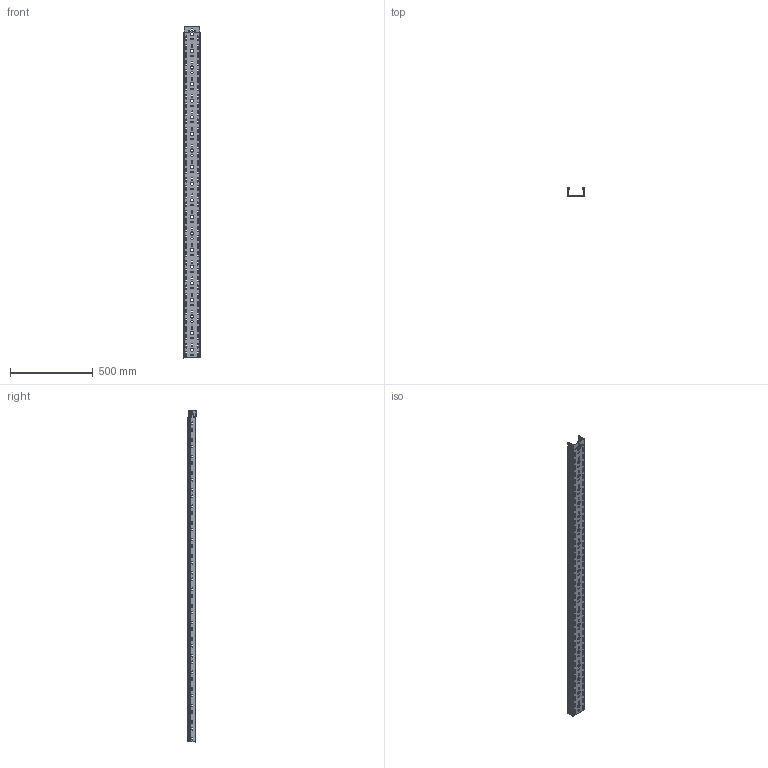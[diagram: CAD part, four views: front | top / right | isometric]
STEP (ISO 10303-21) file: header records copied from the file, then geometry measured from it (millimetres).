
FILE_DESCRIPTION(/* description */ (''),/* implementation_level */ '2;1');
FILE_NAME(/* name */ 'LPplus50x100x1.0x2000.ipt.stp',/* time_stamp */ '2023-05-26T12:31:58+03:00',/* author */ ('Ртищев А.О.'),/* organization */ (''),/* preprocessor_version */ 'ST-DEVELOPER v19.2',/* originating_system */ 'Autodesk Inventor 2023',/* authorisation */ '');
FILE_SCHEMA (('AUTOMOTIVE_DESIGN { 1 0 10303 214 3 1 1 }'));
Length unit declared in the file: millimetre
Products named in the file (1): LPplus
Bounding box: 99.95 x 51.5 x 2000 mm (x, y, z)
Volume: 422621.6 mm3; surface area: 861586.3 mm2
Topology: 1 solids, 1 shells, 1023 faces, 2987 edges, 1962 vertices
Faces by surface type: cylinder 516, plane 475, bspline 32
Full cylindrical faces by diameter (mm): 20 x19
Entity records: 36203 total; most frequent: CARTESIAN_POINT 6311, DIRECTION 6023, ORIENTED_EDGE 5974, EDGE_CURVE 2987, AXIS2_PLACEMENT_3D 2058, VERTEX_POINT 1962, LINE 1907, VECTOR 1907
